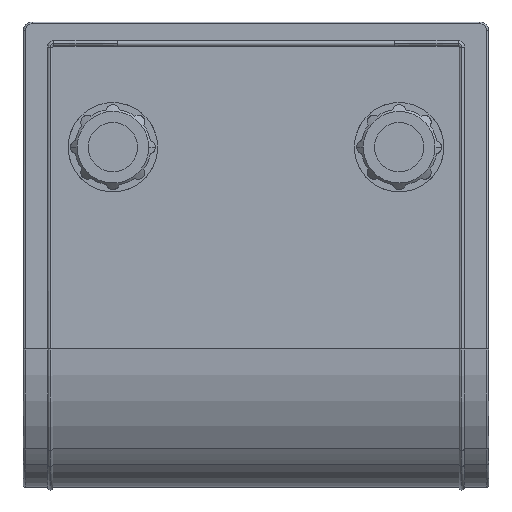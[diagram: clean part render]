
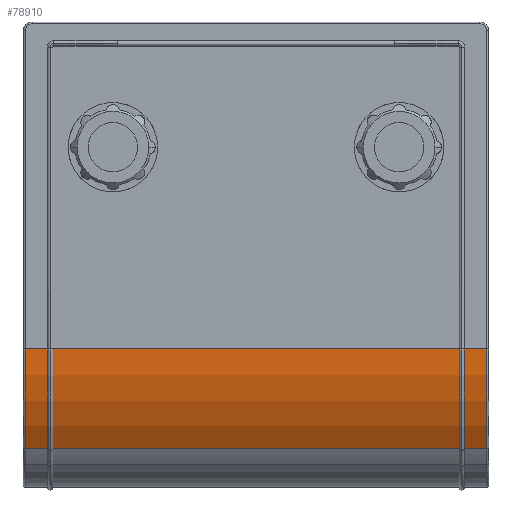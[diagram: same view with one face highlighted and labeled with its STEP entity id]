
A CAD part, left-side view. The second image highlights one B-rep face of the part: STEP entity #78910.
In plain terms, the highlighted cylindrical face has radius 20 mm (diameter 40 mm), a partial arc.
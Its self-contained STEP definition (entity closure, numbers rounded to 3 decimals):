
#74180=CARTESIAN_POINT('',(-22.,-25.8,15.448));
#74190=VERTEX_POINT('',#74180);
#74220=CARTESIAN_POINT('',(-22.,-26.,15.448));
#74230=DIRECTION('',(0.,1.,0.));
#74240=VECTOR('',#74230,1.);
#74250=LINE('',#74220,#74240);
#74260=CARTESIAN_POINT('',(-22.,25.8,15.448));
#74270=VERTEX_POINT('',#74260);
#74280=EDGE_CURVE('',#74190,#74270,#74250,.T.);
#78590=CARTESIAN_POINT('',(-2.,-26.,15.448));
#78600=DIRECTION('',(0.,1.,0.));
#78610=DIRECTION('',(1.,-0.,0.));
#78620=AXIS2_PLACEMENT_3D('',#78590,#78600,#78610);
#78630=CYLINDRICAL_SURFACE('',#78620,20.);
#78640=ORIENTED_EDGE('',*,*,#74280,.T.);
#78650=CARTESIAN_POINT('',(-2.,-25.8,15.448));
#78660=DIRECTION('',(0.,1.,0.));
#78670=DIRECTION('',(1.,-0.,0.));
#78680=AXIS2_PLACEMENT_3D('',#78650,#78660,#78670);
#78690=CIRCLE('',#78680,20.);
#78700=CARTESIAN_POINT('',(-18.588,-25.8,4.274));
#78710=VERTEX_POINT('',#78700);
#78720=EDGE_CURVE('',#78710,#74190,#78690,.T.);
#78730=ORIENTED_EDGE('',*,*,#78720,.T.);
#78740=CARTESIAN_POINT('',(-18.588,-26.,4.274));
#78750=DIRECTION('',(0.,1.,0.));
#78760=VECTOR('',#78750,1.);
#78770=LINE('',#78740,#78760);
#78780=CARTESIAN_POINT('',(-18.588,25.8,4.274));
#78790=VERTEX_POINT('',#78780);
#78800=EDGE_CURVE('',#78710,#78790,#78770,.T.);
#78810=ORIENTED_EDGE('',*,*,#78800,.F.);
#78820=CARTESIAN_POINT('',(-2.,25.8,15.448));
#78830=DIRECTION('',(0.,1.,0.));
#78840=DIRECTION('',(1.,-0.,0.));
#78850=AXIS2_PLACEMENT_3D('',#78820,#78830,#78840);
#78860=CIRCLE('',#78850,20.);
#78870=EDGE_CURVE('',#78790,#74270,#78860,.T.);
#78880=ORIENTED_EDGE('',*,*,#78870,.F.);
#78890=EDGE_LOOP('',(#78880,#78810,#78730,#78640));
#78900=FACE_OUTER_BOUND('',#78890,.T.);
#78910=ADVANCED_FACE('',(#78900),#78630,.T.);
